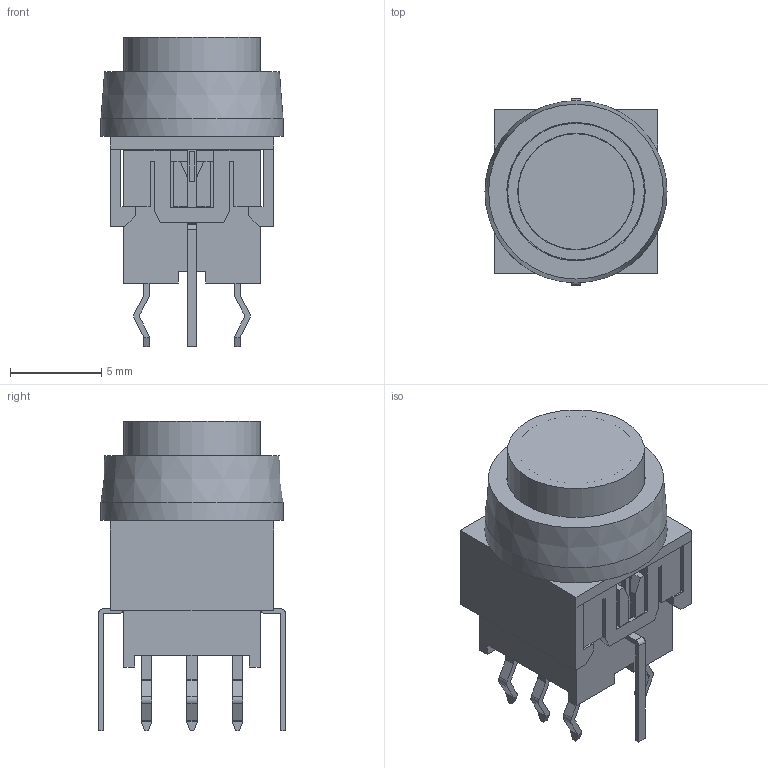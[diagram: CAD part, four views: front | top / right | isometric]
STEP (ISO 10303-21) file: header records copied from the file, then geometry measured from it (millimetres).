
FILE_DESCRIPTION((' '),'2;1');
FILE_NAME('LP4xx1PBBxx.stp','2017-07-25T16:34:05',(' '),(' '),' ','ACIS',' ');
FILE_SCHEMA(('CONFIG_CONTROL_DESIGN'));
Length unit declared in the file: inch
Products named in the file (1): LP4xx1PBBxx.stp
Bounding box: 10 x 10.25 x 17 mm (x, y, z)
Volume: 673.8 mm3; surface area: 1420.4 mm2
Topology: 1 solids, 1 shells, 466 faces, 1273 edges, 816 vertices
Faces by surface type: plane 370, cylinder 61, bspline 32, cone 2, sphere 1
Full cylindrical faces by diameter (mm): 5.96 x1, 6.3 x1, 6.35 x1, 6.4 x1, 7.5 x1, 7.6 x1, 10 x1
Entity records: 14715 total; most frequent: CARTESIAN_POINT 2981, ORIENTED_EDGE 2514, DIRECTION 2207, EDGE_CURVE 1257, VECTOR 1045, LINE 1045, VERTEX_POINT 810, AXIS2_PLACEMENT_3D 581
